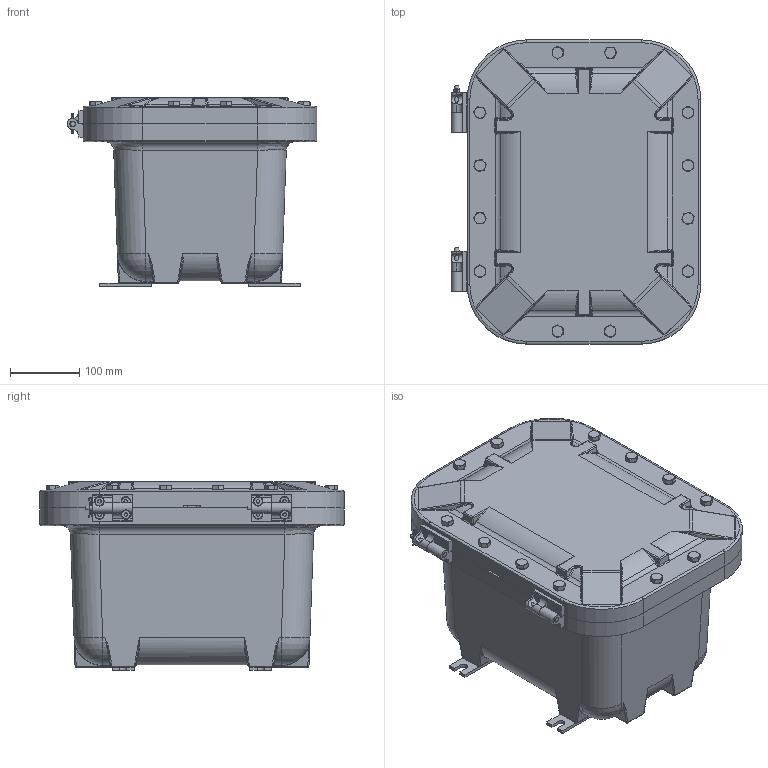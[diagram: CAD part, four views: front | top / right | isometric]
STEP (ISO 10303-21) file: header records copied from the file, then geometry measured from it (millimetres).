
FILE_DESCRIPTION(/* description */ (''),/* implementation_level */ '2;1');
FILE_NAME(/* name */ 'KIL_EXB-8128 N34.stp',/* time_stamp */ '2017-11-21T14:38:14+05:00',/* author */ ('ypadmaraja'),/* organization */ (''),/* preprocessor_version */ 'ST-DEVELOPER v16.13',/* originating_system */ 'Autodesk Inventor 2018',/* authorisation */ '');
FILE_SCHEMA (('AUTOMOTIVE_DESIGN { 1 0 10303 214 3 1 1 }'));
Products named in the file (14): EXB-8106 N34; 17599; 17597; 15688; 15703; 14729-gasket-02; 0725115B; Hinge 11T; 18095; SAE J487a - 1/8 x 3/4    Extended Prong Square Cut Type; Hinge 11B; 18094; 18093; 18147AABB
Assembly tree (42 placements, depth 3):
  EXB-8106 N34
    17599
    17597
    0725115B  x12
    15688  x4
    15703  x8
    14729-gasket-02
    Hinge 11T
      18095
      18093
      SAE J487a - 1/8 x 3/4    Extended Prong Square Cut Type
    Hinge 11B
      18094
      18093
    18147AABB  x8
Bounding box: 359.51 x 438.15 x 272.26 mm (x, y, z)
Volume: 10313591.5 mm3; surface area: 1198321.8 mm2
Topology: 42 solids, 43 shells, 2766 faces, 7222 edges, 4578 vertices
Faces by surface type: plane 1405, bspline 498, cylinder 445, cone 322, torus 60, sphere 36
Full cylindrical faces by diameter (mm): 2.779 x1, 3.962 x4, 4.978 x16, 5.613 x8, 6.144 x8, 6.198 x8, 6.35 x4, 6.746 x8, 7.144 x8, 7.798 x4, 8.075 x2, 8.077 x4, 10.592 x12, 11.125 x12, 12.418 x8, 13.494 x24, 15.367 x12
Entity records: 59505 total; most frequent: CARTESIAN_POINT 20024, ORIENTED_EDGE 8278, DIRECTION 6940, EDGE_CURVE 4139, VERTEX_POINT 2688, AXIS2_PLACEMENT_3D 2378, LINE 2184, VECTOR 2184
